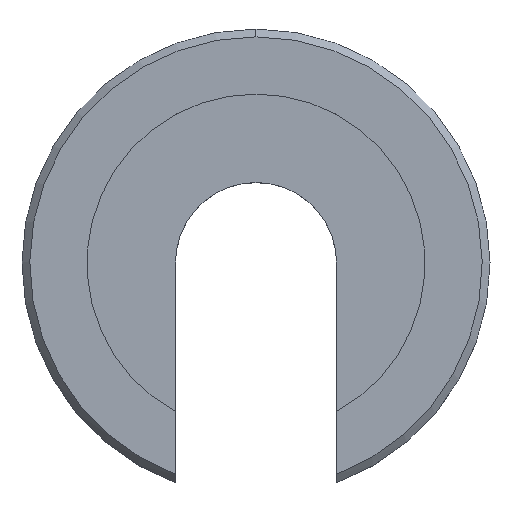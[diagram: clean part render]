
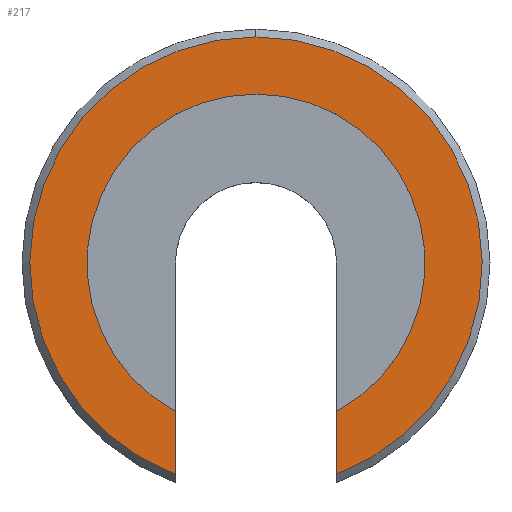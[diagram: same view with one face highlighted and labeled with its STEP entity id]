
A CAD part, top view. The second image highlights one B-rep face of the part: STEP entity #217.
In plain terms, the highlighted planar face has unit normal (0, 0, 1).
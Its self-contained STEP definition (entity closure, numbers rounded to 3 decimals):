
#107=EDGE_CURVE('',#165,#125,#267,.T.);
#111=EDGE_CURVE('',#165,#207,#271,.T.);
#123=EDGE_CURVE('',#177,#181,#286,.T.);
#125=VERTEX_POINT('',#288);
#143=EDGE_CURVE('',#207,#211,#306,.T.);
#147=EDGE_CURVE('',#125,#177,#310,.T.);
#165=VERTEX_POINT('',#329);
#175=EDGE_CURVE('',#181,#211,#340,.T.);
#177=VERTEX_POINT('',#342);
#181=VERTEX_POINT('',#346);
#207=VERTEX_POINT('',#377);
#211=VERTEX_POINT('',#381);
#217=ADVANCED_FACE('',(#387),#388,.T.);
#267=LINE('',#440,#441);
#271=CIRCLE('',#447,43.5);
#286=CIRCLE('',#465,32.5);
#288=CARTESIAN_POINT('',(-15.5,-28.566,18.0));
#306=CIRCLE('',#501,43.5);
#310=CIRCLE('',#507,32.5);
#329=CARTESIAN_POINT('',(-15.5,-40.645,18.0));
#340=LINE('',#558,#559);
#342=CARTESIAN_POINT('',(0.,32.5,18.0));
#346=CARTESIAN_POINT('',(15.5,-28.566,18.0));
#377=CARTESIAN_POINT('',(0.,43.5,18.0));
#381=CARTESIAN_POINT('',(15.5,-40.645,18.0));
#387=FACE_OUTER_BOUND('',#616,.T.);
#388=PLANE('',#617);
#440=CARTESIAN_POINT('',(-15.5,-3.5,18.0));
#441=VECTOR('',#676,1.0);
#447=AXIS2_PLACEMENT_3D('',#680,#681,#682);
#465=AXIS2_PLACEMENT_3D('',#709,#710,#711);
#501=AXIS2_PLACEMENT_3D('',#722,#723,#724);
#507=AXIS2_PLACEMENT_3D('',#728,#729,#730);
#558=CARTESIAN_POINT('',(15.5,19.0,18.0));
#559=VECTOR('',#757,1.0);
#616=EDGE_LOOP('',(#813,#814,#815,#816,#817,#818));
#617=AXIS2_PLACEMENT_3D('',#819,#820,#821);
#676=DIRECTION('',(0.,1.0,0.0));
#680=CARTESIAN_POINT('',(0.,0.0,18.0));
#681=DIRECTION('',(0.0,0.0,-1.0));
#682=DIRECTION('',(0.,1.0,0.0));
#709=CARTESIAN_POINT('',(0.,0.0,18.0));
#710=DIRECTION('',(0.0,0.0,-1.0));
#711=DIRECTION('',(0.,1.0,0.0));
#722=CARTESIAN_POINT('',(0.,0.0,18.0));
#723=DIRECTION('',(0.0,0.0,-1.0));
#724=DIRECTION('',(0.,1.0,0.0));
#728=CARTESIAN_POINT('',(0.,0.0,18.0));
#729=DIRECTION('',(0.0,0.0,-1.0));
#730=DIRECTION('',(0.,1.0,0.0));
#757=DIRECTION('',(0.,-1.0,0.0));
#813=ORIENTED_EDGE('',*,*,#175,.T.);
#814=ORIENTED_EDGE('',*,*,#143,.F.);
#815=ORIENTED_EDGE('',*,*,#111,.F.);
#816=ORIENTED_EDGE('',*,*,#107,.T.);
#817=ORIENTED_EDGE('',*,*,#147,.T.);
#818=ORIENTED_EDGE('',*,*,#123,.T.);
#819=CARTESIAN_POINT('',(0.,38.0,18.0));
#820=DIRECTION('',(0.0,-0.0,1.0));
#821=DIRECTION('',(0.,1.0,0.0));
